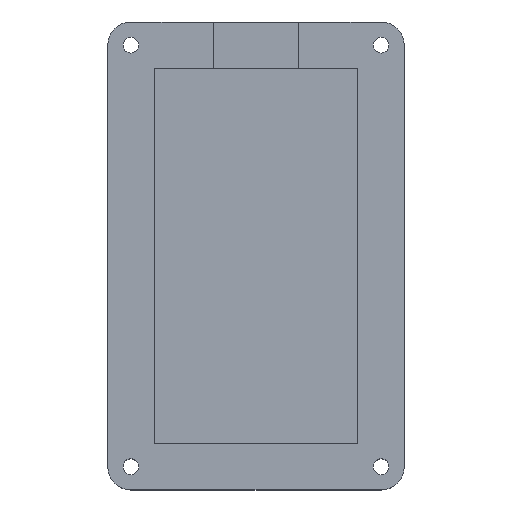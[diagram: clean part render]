
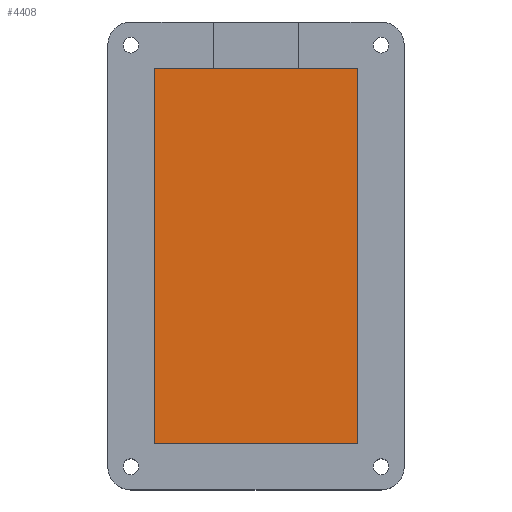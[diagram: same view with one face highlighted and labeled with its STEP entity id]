
A CAD part, top view. The second image highlights one B-rep face of the part: STEP entity #4408.
In plain terms, the highlighted planar face has unit normal (0, 0, 1).
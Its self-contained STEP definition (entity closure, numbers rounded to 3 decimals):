
#526=FACE_OUTER_BOUND('',#785,.T.);
#785=EDGE_LOOP('',(#3965,#3966,#3967,#3968));
#1250=LINE('',#7921,#1709);
#1251=LINE('',#7923,#1710);
#1252=LINE('',#7925,#1711);
#1253=LINE('',#7926,#1712);
#1709=VECTOR('',#5460,10.);
#1710=VECTOR('',#5461,10.);
#1711=VECTOR('',#5462,10.);
#1712=VECTOR('',#5463,10.);
#2129=VERTEX_POINT('',#7919);
#2130=VERTEX_POINT('',#7920);
#2131=VERTEX_POINT('',#7922);
#2132=VERTEX_POINT('',#7924);
#2750=EDGE_CURVE('',#2129,#2130,#1250,.T.);
#2751=EDGE_CURVE('',#2131,#2129,#1251,.T.);
#2752=EDGE_CURVE('',#2132,#2131,#1252,.T.);
#2753=EDGE_CURVE('',#2130,#2132,#1253,.T.);
#3965=ORIENTED_EDGE('',*,*,#2750,.F.);
#3966=ORIENTED_EDGE('',*,*,#2751,.F.);
#3967=ORIENTED_EDGE('',*,*,#2752,.F.);
#3968=ORIENTED_EDGE('',*,*,#2753,.F.);
#4179=PLANE('',#4622);
#4408=ADVANCED_FACE('',(#526),#4179,.T.);
#4622=AXIS2_PLACEMENT_3D('',#7918,#5458,#5459);
#5458=DIRECTION('center_axis',(0.,0.,1.));
#5459=DIRECTION('ref_axis',(1.,0.,0.));
#5460=DIRECTION('',(-1.,0.,0.));
#5461=DIRECTION('',(0.,-1.,0.));
#5462=DIRECTION('',(1.,0.,0.));
#5463=DIRECTION('',(0.,1.,0.));
#7918=CARTESIAN_POINT('Origin',(2.,9.5,3.));
#7919=CARTESIAN_POINT('',(24.,-31.,3.));
#7920=CARTESIAN_POINT('',(-20.,-31.,3.));
#7921=CARTESIAN_POINT('',(13.,-31.,3.));
#7922=CARTESIAN_POINT('',(24.,50.,3.));
#7923=CARTESIAN_POINT('',(24.,29.75,3.));
#7924=CARTESIAN_POINT('',(-20.,50.,3.));
#7925=CARTESIAN_POINT('',(-9.,50.,3.));
#7926=CARTESIAN_POINT('',(-20.,-10.75,3.));
